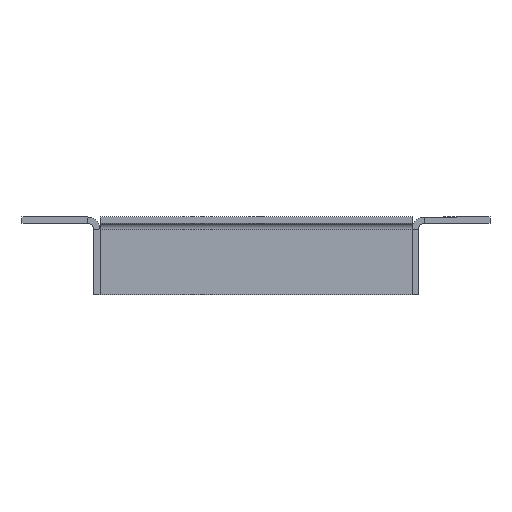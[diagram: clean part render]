
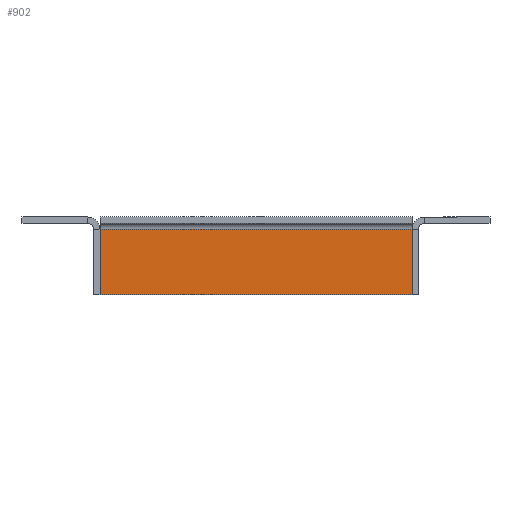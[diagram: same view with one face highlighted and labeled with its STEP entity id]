
A CAD part, front view. The second image highlights one B-rep face of the part: STEP entity #902.
In plain terms, the highlighted planar face has unit normal (0, -1, 0).
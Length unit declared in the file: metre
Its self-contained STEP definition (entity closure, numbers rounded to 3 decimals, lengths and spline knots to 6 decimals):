
#158=ORIENTED_EDGE('',*,*,#355,.F.);
#159=ORIENTED_EDGE('',*,*,#356,.F.);
#160=ORIENTED_EDGE('',*,*,#349,.T.);
#161=ORIENTED_EDGE('',*,*,#352,.T.);
#349=EDGE_CURVE('',#451,#453,#533,.T.);
#352=EDGE_CURVE('',#453,#455,#536,.T.);
#355=EDGE_CURVE('',#457,#455,#539,.T.);
#356=EDGE_CURVE('',#451,#457,#540,.F.);
#451=VERTEX_POINT('',#1441);
#453=VERTEX_POINT('',#1445);
#455=VERTEX_POINT('',#1451);
#457=VERTEX_POINT('',#1457);
#533=LINE('',#1446,#629);
#536=LINE('',#1452,#632);
#539=LINE('',#1458,#635);
#540=LINE('',#1460,#636);
#629=VECTOR('',#1174,1.);
#632=VECTOR('',#1179,1.);
#635=VECTOR('',#1184,1.);
#636=VECTOR('',#1187,1.);
#716=EDGE_LOOP('',(#158,#159,#160,#161));
#788=FACE_BOUND('',#716,.T.);
#850=PLANE('',#1017);
#902=ADVANCED_FACE('',(#788),#850,.T.);
#1017=AXIS2_PLACEMENT_3D('',#1459,#1185,#1186);
#1174=DIRECTION('',(0.,0.,-1.));
#1179=DIRECTION('',(1.,0.,0.));
#1184=DIRECTION('',(0.,0.,-1.));
#1185=DIRECTION('',(0.,-1.,0.));
#1186=DIRECTION('',(0.,0.,-1.));
#1187=DIRECTION('',(-1.,0.,0.));
#1441=CARTESIAN_POINT('',(0.05,-0.454,-0.008));
#1445=CARTESIAN_POINT('',(0.05,-0.454,-0.05));
#1446=CARTESIAN_POINT('',(0.05,-0.454,-0.023315));
#1451=CARTESIAN_POINT('',(0.25,-0.454,-0.05));
#1452=CARTESIAN_POINT('',(0.05,-0.454,-0.05));
#1457=CARTESIAN_POINT('',(0.25,-0.454,-0.008));
#1458=CARTESIAN_POINT('',(0.25,-0.454,-0.023315));
#1459=CARTESIAN_POINT('',(0.05,-0.454,-0.023315));
#1460=CARTESIAN_POINT('',(0.05,-0.454,-0.008));
